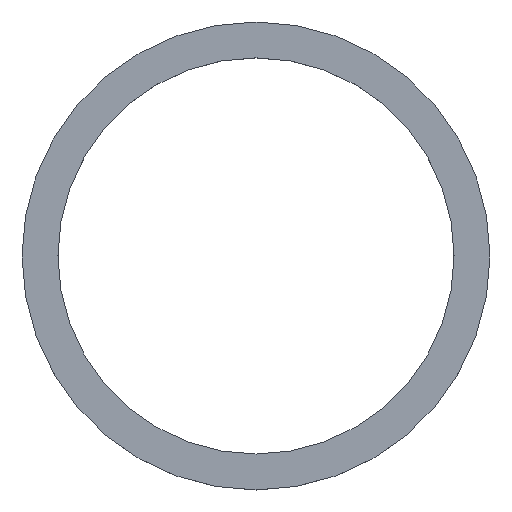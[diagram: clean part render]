
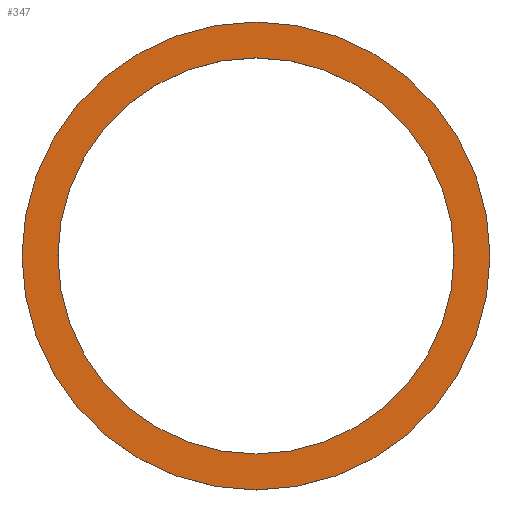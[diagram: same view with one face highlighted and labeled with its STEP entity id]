
A CAD part, top view. The second image highlights one B-rep face of the part: STEP entity #347.
In plain terms, the highlighted face is planar.
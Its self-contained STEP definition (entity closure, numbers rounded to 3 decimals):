
#7 = DIRECTION ( 'NONE',  ( 0., 0., 1. ) ) ;
#33 = DIRECTION ( 'NONE',  ( 0., 0., 1. ) ) ;
#40 = CIRCLE ( 'NONE', #276, 400. ) ;
#75 = EDGE_CURVE ( 'NONE', #255, #193, #82, .T. ) ;
#78 = VERTEX_POINT ( 'NONE', #355 ) ;
#82 = CIRCLE ( 'NONE', #144, 472.5 ) ;
#85 = DIRECTION ( 'NONE',  ( 0., 0., 1. ) ) ;
#89 = ORIENTED_EDGE ( 'NONE', *, *, #170, .F. ) ;
#90 = DIRECTION ( 'NONE',  ( 0., 1., 0. ) ) ;
#103 = CARTESIAN_POINT ( 'NONE',  ( 0., 50., 0. ) ) ;
#116 = CARTESIAN_POINT ( 'NONE',  ( 0., 50., 0. ) ) ;
#120 = PLANE ( 'NONE',  #217 ) ;
#127 = AXIS2_PLACEMENT_3D ( 'NONE', #155, #90, #33 ) ;
#144 = AXIS2_PLACEMENT_3D ( 'NONE', #150, #248, #352 ) ;
#150 = CARTESIAN_POINT ( 'NONE',  ( 0., 50., 0. ) ) ;
#152 = AXIS2_PLACEMENT_3D ( 'NONE', #103, #201, #343 ) ;
#155 = CARTESIAN_POINT ( 'NONE',  ( 0., 50., 0. ) ) ;
#157 = EDGE_LOOP ( 'NONE', ( #89, #325 ) ) ;
#161 = FACE_BOUND ( 'NONE', #157, .T. ) ;
#163 = EDGE_LOOP ( 'NONE', ( #209, #302 ) ) ;
#170 = EDGE_CURVE ( 'NONE', #279, #78, #300, .T. ) ;
#183 = FACE_OUTER_BOUND ( 'NONE', #163, .T. ) ;
#184 = CARTESIAN_POINT ( 'NONE',  ( 0., 50., -400. ) ) ;
#193 = VERTEX_POINT ( 'NONE', #236 ) ;
#201 = DIRECTION ( 'NONE',  ( 0., 1., 0. ) ) ;
#204 = EDGE_CURVE ( 'NONE', #193, #255, #334, .T. ) ;
#206 = CARTESIAN_POINT ( 'NONE',  ( 0., 50., 472.5 ) ) ;
#209 = ORIENTED_EDGE ( 'NONE', *, *, #204, .T. ) ;
#217 = AXIS2_PLACEMENT_3D ( 'NONE', #116, #252, #7 ) ;
#236 = CARTESIAN_POINT ( 'NONE',  ( 0., 50., -472.5 ) ) ;
#248 = DIRECTION ( 'NONE',  ( 0., 1., 0. ) ) ;
#252 = DIRECTION ( 'NONE',  ( 0., 1., 0. ) ) ;
#255 = VERTEX_POINT ( 'NONE', #206 ) ;
#275 = CARTESIAN_POINT ( 'NONE',  ( 0., 50., 0. ) ) ;
#276 = AXIS2_PLACEMENT_3D ( 'NONE', #275, #350, #85 ) ;
#279 = VERTEX_POINT ( 'NONE', #184 ) ;
#294 = EDGE_CURVE ( 'NONE', #78, #279, #40, .T. ) ;
#300 = CIRCLE ( 'NONE', #127, 400. ) ;
#302 = ORIENTED_EDGE ( 'NONE', *, *, #75, .T. ) ;
#325 = ORIENTED_EDGE ( 'NONE', *, *, #294, .F. ) ;
#334 = CIRCLE ( 'NONE', #152, 472.5 ) ;
#343 = DIRECTION ( 'NONE',  ( 0., 0., 1. ) ) ;
#347 = ADVANCED_FACE ( 'NONE', ( #183, #161 ), #120, .T. ) ;
#350 = DIRECTION ( 'NONE',  ( 0., 1., 0. ) ) ;
#352 = DIRECTION ( 'NONE',  ( 0., 0., 1. ) ) ;
#355 = CARTESIAN_POINT ( 'NONE',  ( 0., 50., 400. ) ) ;
